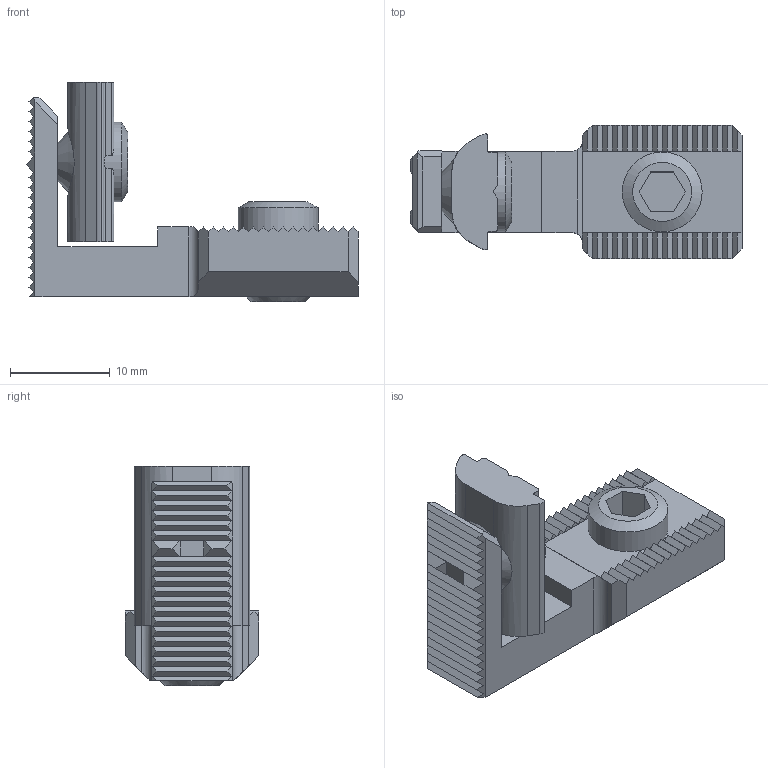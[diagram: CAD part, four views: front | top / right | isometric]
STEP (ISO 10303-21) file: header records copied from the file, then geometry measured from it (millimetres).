
FILE_DESCRIPTION(/* description */ (''),/* implementation_level */ '2;1');
FILE_NAME(/* name */ '41-005-3.stp',/* time_stamp */ '2024-08-13T14:25:33-04:00',/* author */ ('esanner'),/* organization */ (''),/* preprocessor_version */ 'ST-DEVELOPER v19',/* originating_system */ 'AutoCAD Mechanical',/* authorisation */ '');
FILE_SCHEMA (('AUTOMOTIVE_DESIGN { 1 0 10303 214 3 1 1 }'));
Length unit declared in the file: millimetre
Products named in the file (1): Product
Bounding box: 33.3 x 13.4 x 22 mm (x, y, z)
Volume: 3208.8 mm3; surface area: 2927.8 mm2
Topology: 4 solids, 4 shells, 250 faces, 637 edges, 392 vertices
Faces by surface type: plane 211, cylinder 28, cone 7, sphere 4
Full cylindrical faces by diameter (mm): 6.4 x1, 8 x3
Entity records: 7475 total; most frequent: CARTESIAN_POINT 1449, ORIENTED_EDGE 1264, DIRECTION 1189, EDGE_CURVE 632, LINE 549, VECTOR 549, VERTEX_POINT 392, AXIS2_PLACEMENT_3D 320
